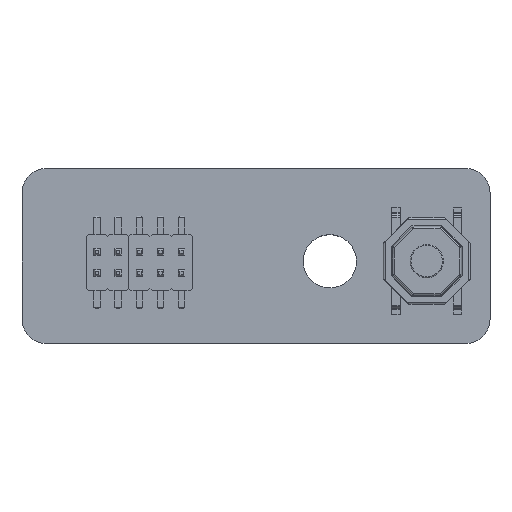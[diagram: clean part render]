
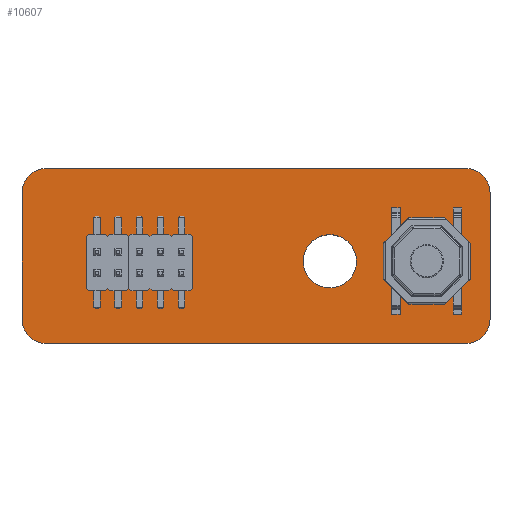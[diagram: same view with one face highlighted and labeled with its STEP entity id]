
A CAD part, top view. The second image highlights one B-rep face of the part: STEP entity #10607.
In plain terms, the highlighted planar face has unit normal (0, 0, 1).
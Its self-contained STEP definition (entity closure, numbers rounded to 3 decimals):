
#196=CIRCLE('',#11336,1.45);
#198=CIRCLE('',#11339,1.45);
#202=CIRCLE('',#11345,1.45);
#203=CIRCLE('',#11346,1.45);
#204=CIRCLE('',#11347,1.6);
#828=FACE_BOUND('',#1977,.T.);
#1386=FACE_OUTER_BOUND('',#1976,.T.);
#1976=EDGE_LOOP('',(#9528,#9529,#9530,#9531,#9532,#9533,#9534,#9535));
#1977=EDGE_LOOP('',(#9536));
#3224=LINE('',#19018,#4478);
#3230=LINE('',#19045,#4484);
#3231=LINE('',#19049,#4485);
#3232=LINE('',#19052,#4486);
#4478=VECTOR('',#13936,1.);
#4484=VECTOR('',#13964,1.);
#4485=VECTOR('',#13967,1.);
#4486=VECTOR('',#13970,1.);
#5344=VERTEX_POINT('',#19012);
#5346=VERTEX_POINT('',#19016);
#5348=VERTEX_POINT('',#19021);
#5350=VERTEX_POINT('',#19028);
#5356=VERTEX_POINT('',#19044);
#5357=VERTEX_POINT('',#19046);
#5358=VERTEX_POINT('',#19048);
#5359=VERTEX_POINT('',#19050);
#5360=VERTEX_POINT('',#19053);
#6737=EDGE_CURVE('',#5344,#5346,#3224,.T.);
#6740=EDGE_CURVE('',#5348,#5344,#196,.T.);
#6743=EDGE_CURVE('',#5346,#5350,#198,.T.);
#6750=EDGE_CURVE('',#5350,#5356,#3230,.T.);
#6751=EDGE_CURVE('',#5356,#5357,#202,.T.);
#6752=EDGE_CURVE('',#5357,#5358,#3231,.T.);
#6753=EDGE_CURVE('',#5358,#5359,#203,.T.);
#6754=EDGE_CURVE('',#5359,#5348,#3232,.T.);
#6755=EDGE_CURVE('',#5360,#5360,#204,.T.);
#9528=ORIENTED_EDGE('',*,*,#6737,.T.);
#9529=ORIENTED_EDGE('',*,*,#6743,.T.);
#9530=ORIENTED_EDGE('',*,*,#6750,.T.);
#9531=ORIENTED_EDGE('',*,*,#6751,.T.);
#9532=ORIENTED_EDGE('',*,*,#6752,.T.);
#9533=ORIENTED_EDGE('',*,*,#6753,.T.);
#9534=ORIENTED_EDGE('',*,*,#6754,.T.);
#9535=ORIENTED_EDGE('',*,*,#6740,.T.);
#9536=ORIENTED_EDGE('',*,*,#6755,.F.);
#10046=PLANE('',#11344);
#10607=ADVANCED_FACE('',(#1386,#828),#10046,.T.);
#11336=AXIS2_PLACEMENT_3D('',#19024,#13942,#13943);
#11339=AXIS2_PLACEMENT_3D('',#19030,#13949,#13950);
#11344=AXIS2_PLACEMENT_3D('',#19043,#13962,#13963);
#11345=AXIS2_PLACEMENT_3D('',#19047,#13965,#13966);
#11346=AXIS2_PLACEMENT_3D('',#19051,#13968,#13969);
#11347=AXIS2_PLACEMENT_3D('',#19054,#13971,#13972);
#13936=DIRECTION('',(-1.,0.,0.));
#13942=DIRECTION('center_axis',(0.,0.,1.));
#13943=DIRECTION('ref_axis',(1.,0.,0.));
#13949=DIRECTION('center_axis',(0.,0.,1.));
#13950=DIRECTION('ref_axis',(1.,0.,0.));
#13962=DIRECTION('center_axis',(0.,0.,1.));
#13963=DIRECTION('ref_axis',(1.,0.,0.));
#13964=DIRECTION('',(0.,-1.,0.));
#13965=DIRECTION('center_axis',(0.,0.,1.));
#13966=DIRECTION('ref_axis',(1.,0.,0.));
#13967=DIRECTION('',(1.,0.,0.));
#13968=DIRECTION('center_axis',(0.,0.,1.));
#13969=DIRECTION('ref_axis',(1.,0.,0.));
#13970=DIRECTION('',(0.,1.,0.));
#13971=DIRECTION('center_axis',(0.,0.,1.));
#13972=DIRECTION('ref_axis',(1.,0.,0.));
#19012=CARTESIAN_POINT('',(166.69,-101.17,1.6));
#19016=CARTESIAN_POINT('',(141.48,-101.17,1.6));
#19018=CARTESIAN_POINT('',(166.69,-101.17,1.6));
#19021=CARTESIAN_POINT('',(168.14,-102.62,1.6));
#19024=CARTESIAN_POINT('Origin',(166.69,-102.62,1.6));
#19028=CARTESIAN_POINT('',(140.03,-102.62,1.6));
#19030=CARTESIAN_POINT('Origin',(141.48,-102.62,1.6));
#19043=CARTESIAN_POINT('Origin',(154.085,-106.42,1.6));
#19044=CARTESIAN_POINT('',(140.03,-110.22,1.6));
#19045=CARTESIAN_POINT('',(140.03,-102.62,1.6));
#19046=CARTESIAN_POINT('',(141.48,-111.67,1.6));
#19047=CARTESIAN_POINT('Origin',(141.48,-110.22,1.6));
#19048=CARTESIAN_POINT('',(166.69,-111.67,1.6));
#19049=CARTESIAN_POINT('',(141.48,-111.67,1.6));
#19050=CARTESIAN_POINT('',(168.14,-110.22,1.6));
#19051=CARTESIAN_POINT('Origin',(166.69,-110.22,1.6));
#19052=CARTESIAN_POINT('',(168.14,-110.22,1.6));
#19053=CARTESIAN_POINT('',(156.92,-106.74,1.6));
#19054=CARTESIAN_POINT('Origin',(158.52,-106.74,1.6));
